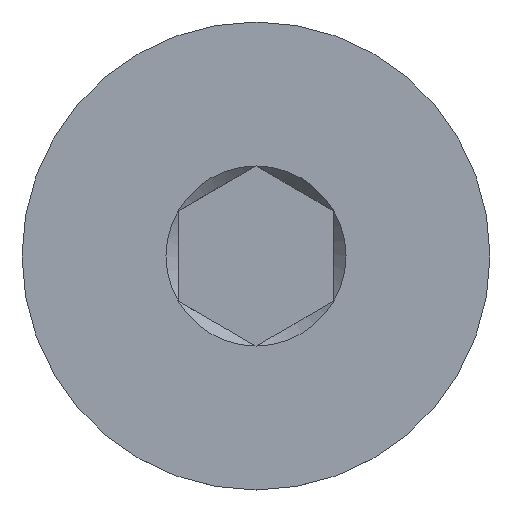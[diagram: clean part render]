
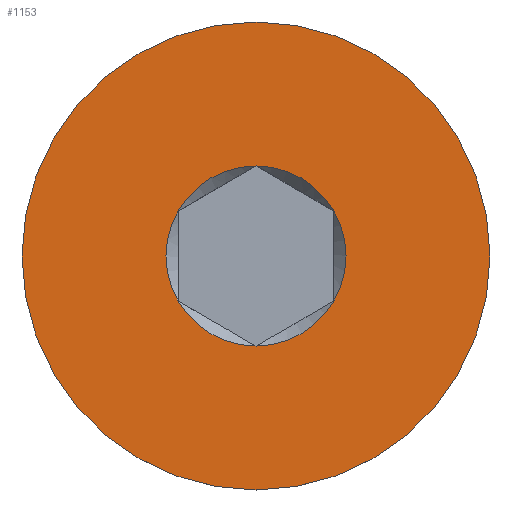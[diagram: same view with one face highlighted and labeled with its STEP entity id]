
A CAD part, top view. The second image highlights one B-rep face of the part: STEP entity #1153.
In plain terms, the highlighted planar face has unit normal (0, 0, 1).
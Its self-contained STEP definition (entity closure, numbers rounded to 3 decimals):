
#17=FACE_BOUND('',#202,.T.);
#18=PLANE('',#1252);
#135=FACE_OUTER_BOUND('',#201,.T.);
#201=EDGE_LOOP('',(#904,#905));
#202=EDGE_LOOP('',(#906,#907,#908,#909,#910,#911));
#226=CIRCLE('',#1243,2.309);
#227=CIRCLE('',#1245,6.);
#228=CIRCLE('',#1246,6.);
#233=CIRCLE('',#1253,2.309);
#234=CIRCLE('',#1254,2.309);
#235=CIRCLE('',#1255,2.309);
#236=CIRCLE('',#1256,2.309);
#237=CIRCLE('',#1257,2.309);
#501=VERTEX_POINT('',#7043);
#502=VERTEX_POINT('',#7044);
#503=VERTEX_POINT('',#7050);
#504=VERTEX_POINT('',#7051);
#510=VERTEX_POINT('',#7111);
#511=VERTEX_POINT('',#7113);
#512=VERTEX_POINT('',#7115);
#513=VERTEX_POINT('',#7117);
#663=EDGE_CURVE('',#501,#502,#226,.T.);
#664=EDGE_CURVE('',#503,#504,#227,.T.);
#665=EDGE_CURVE('',#504,#503,#228,.T.);
#674=EDGE_CURVE('',#502,#510,#233,.T.);
#675=EDGE_CURVE('',#510,#511,#234,.T.);
#676=EDGE_CURVE('',#511,#512,#235,.T.);
#677=EDGE_CURVE('',#512,#513,#236,.T.);
#678=EDGE_CURVE('',#513,#501,#237,.T.);
#904=ORIENTED_EDGE('',*,*,#664,.T.);
#905=ORIENTED_EDGE('',*,*,#665,.T.);
#906=ORIENTED_EDGE('',*,*,#674,.T.);
#907=ORIENTED_EDGE('',*,*,#675,.T.);
#908=ORIENTED_EDGE('',*,*,#676,.T.);
#909=ORIENTED_EDGE('',*,*,#677,.T.);
#910=ORIENTED_EDGE('',*,*,#678,.T.);
#911=ORIENTED_EDGE('',*,*,#663,.T.);
#1153=ADVANCED_FACE('',(#135,#17),#18,.F.);
#1243=AXIS2_PLACEMENT_3D('',#7048,#1424,#1425);
#1245=AXIS2_PLACEMENT_3D('',#7052,#1428,#1429);
#1246=AXIS2_PLACEMENT_3D('',#7053,#1430,#1431);
#1252=AXIS2_PLACEMENT_3D('',#7110,#1444,#1445);
#1253=AXIS2_PLACEMENT_3D('',#7112,#1446,#1447);
#1254=AXIS2_PLACEMENT_3D('',#7114,#1448,#1449);
#1255=AXIS2_PLACEMENT_3D('',#7116,#1450,#1451);
#1256=AXIS2_PLACEMENT_3D('',#7118,#1452,#1453);
#1257=AXIS2_PLACEMENT_3D('',#7119,#1454,#1455);
#1424=DIRECTION('center_axis',(0.,0.,-1.));
#1425=DIRECTION('ref_axis',(-1.,0.,0.));
#1428=DIRECTION('center_axis',(0.,0.,1.));
#1429=DIRECTION('ref_axis',(0.,-1.,0.));
#1430=DIRECTION('center_axis',(0.,0.,1.));
#1431=DIRECTION('ref_axis',(0.,-1.,0.));
#1444=DIRECTION('center_axis',(0.,0.,-1.));
#1445=DIRECTION('ref_axis',(0.,1.,0.));
#1446=DIRECTION('center_axis',(0.,0.,-1.));
#1447=DIRECTION('ref_axis',(-1.,0.,0.));
#1448=DIRECTION('center_axis',(0.,0.,-1.));
#1449=DIRECTION('ref_axis',(-1.,0.,0.));
#1450=DIRECTION('center_axis',(0.,0.,-1.));
#1451=DIRECTION('ref_axis',(-1.,0.,0.));
#1452=DIRECTION('center_axis',(0.,0.,-1.));
#1453=DIRECTION('ref_axis',(-1.,0.,0.));
#1454=DIRECTION('center_axis',(0.,0.,-1.));
#1455=DIRECTION('ref_axis',(-1.,0.,0.));
#7043=CARTESIAN_POINT('',(-2.,-1.155,12.5));
#7044=CARTESIAN_POINT('',(-2.,1.155,12.5));
#7048=CARTESIAN_POINT('Origin',(0.,0.,12.5));
#7050=CARTESIAN_POINT('',(0.,-6.,12.5));
#7051=CARTESIAN_POINT('',(0.,6.,12.5));
#7052=CARTESIAN_POINT('Origin',(0.,0.,12.5));
#7053=CARTESIAN_POINT('Origin',(0.,0.,12.5));
#7110=CARTESIAN_POINT('Origin',(0.,0.,
12.5));
#7111=CARTESIAN_POINT('',(0.,2.309,12.5));
#7112=CARTESIAN_POINT('Origin',(0.,0.,12.5));
#7113=CARTESIAN_POINT('',(2.,1.155,12.5));
#7114=CARTESIAN_POINT('Origin',(0.,0.,12.5));
#7115=CARTESIAN_POINT('',(2.,-1.155,12.5));
#7116=CARTESIAN_POINT('Origin',(0.,0.,12.5));
#7117=CARTESIAN_POINT('',(0.,-2.309,12.5));
#7118=CARTESIAN_POINT('Origin',(0.,0.,12.5));
#7119=CARTESIAN_POINT('Origin',(0.,0.,12.5));
